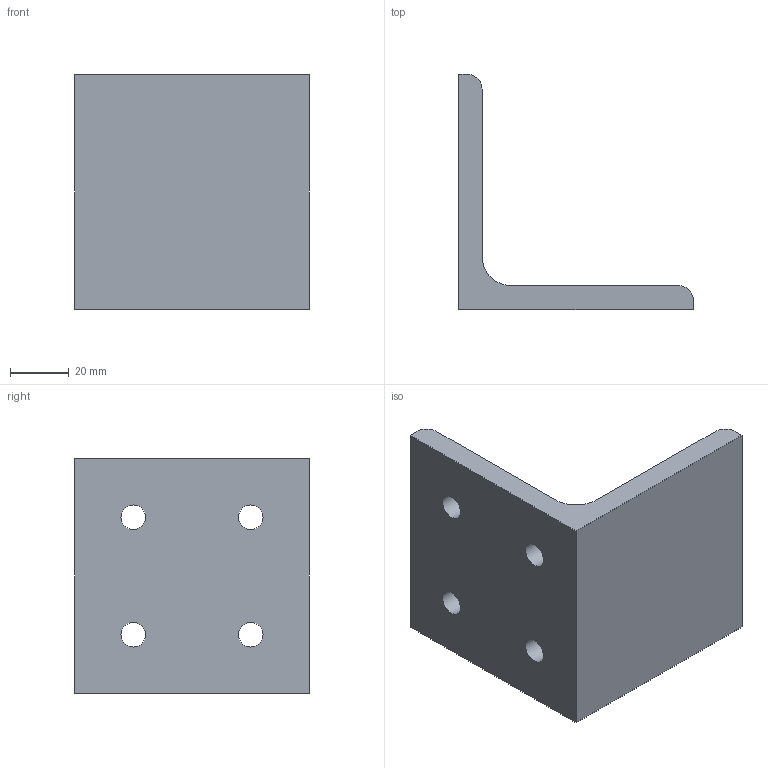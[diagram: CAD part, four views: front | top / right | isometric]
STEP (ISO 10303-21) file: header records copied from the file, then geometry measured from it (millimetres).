
FILE_DESCRIPTION(/* description */ (''),/* implementation_level */ '2;1');
FILE_NAME(/* name */ '13119_KriTec_Anschweißwinkel_80x80x8_Stahl.stp',/* time_stamp */ '2014-10-31T17:05:55+01:00',/* author */ ('kostic'),/* organization */ (''),/* preprocessor_version */ 'ST-DEVELOPER v15.2',/* originating_system */ 'Autodesk Inventor 2014',/* authorisation */ '');
FILE_SCHEMA (('AUTOMOTIVE_DESIGN { 1 0 10303 214 3 1 1 }'));
Length unit declared in the file: millimetre
Products named in the file (1): 13119_KriTec_Anschweißwinkel_80x80x8_Stahl
Bounding box: 80 x 80 x 80 mm (x, y, z)
Volume: 95834.8 mm3; surface area: 27878.1 mm2
Topology: 1 solids, 1 shells, 23 faces, 61 edges, 42 vertices
Faces by surface type: plane 12, cylinder 11
Full cylindrical faces by diameter (mm): 8.4 x4, 15 x4
Entity records: 704 total; most frequent: CARTESIAN_POINT 143, DIRECTION 115, ORIENTED_EDGE 94, EDGE_CURVE 47, AXIS2_PLACEMENT_3D 46, EDGE_LOOP 41, VERTEX_POINT 36, LINE 23
